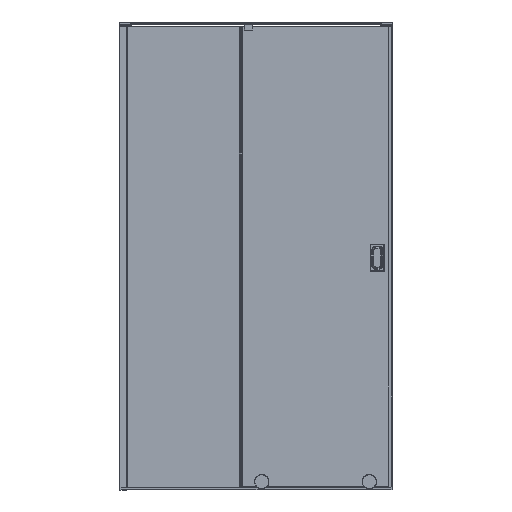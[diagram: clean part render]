
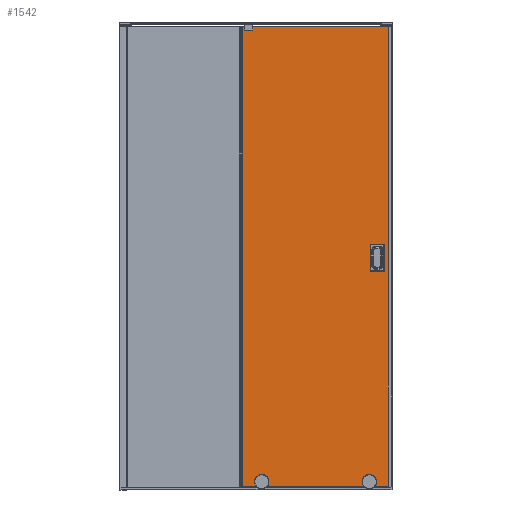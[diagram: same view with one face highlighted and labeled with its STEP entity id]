
A CAD part, top view. The second image highlights one B-rep face of the part: STEP entity #1542.
In plain terms, the highlighted planar face has unit normal (0, 0, 1).
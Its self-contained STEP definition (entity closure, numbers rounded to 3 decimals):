
#400 = CIRCLE ( 'NONE', #28437, 11.847 ) ;
#898 = VECTOR ( 'NONE', #31553, 1000. ) ;
#903 = DIRECTION ( 'NONE',  ( 0., 0., 1. ) ) ;
#1542 = ADVANCED_FACE ( 'NONE', ( #53590, #56897, #48646, #24909 ), #15929, .F. ) ;
#1553 = CARTESIAN_POINT ( 'NONE',  ( 782.7, -26.35, 25. ) ) ;
#1961 = DIRECTION ( 'NONE',  ( 0., 0., -1. ) ) ;
#2522 = CARTESIAN_POINT ( 'NONE',  ( 840.6, -56.05, 25. ) ) ;
#3015 = CARTESIAN_POINT ( 'NONE',  ( 842.1, -54.55, 25. ) ) ;
#3113 = ORIENTED_EDGE ( 'NONE', *, *, #44384, .F. ) ;
#4146 = DIRECTION ( 'NONE',  ( 0., 0., 1. ) ) ;
#4244 = DIRECTION ( 'NONE',  ( -1., 0., 0. ) ) ;
#4918 = LINE ( 'NONE', #42947, #63869 ) ;
#5514 = DIRECTION ( 'NONE',  ( 0., 1., 0. ) ) ;
#5612 = DIRECTION ( 'NONE',  ( -1., 0., 0. ) ) ;
#5878 = VERTEX_POINT ( 'NONE', #21454 ) ;
#6408 = CARTESIAN_POINT ( 'NONE',  ( 234.217, 988.35, 25. ) ) ;
#7934 = ORIENTED_EDGE ( 'NONE', *, *, #52647, .T. ) ;
#8452 = AXIS2_PLACEMENT_3D ( 'NONE', #48857, #22582, #17550 ) ;
#9720 = CIRCLE ( 'NONE', #41055, 1.5 ) ;
#9808 = AXIS2_PLACEMENT_3D ( 'NONE', #46659, #31099, #67045 ) ;
#10216 = CARTESIAN_POINT ( 'NONE',  ( 553.2, 1.85, 25. ) ) ;
#11966 = EDGE_CURVE ( 'NONE', #38912, #55932, #22207, .T. ) ;
#12042 = EDGE_LOOP ( 'NONE', ( #60557, #33011, #27720, #3113, #25043, #27479, #48495, #22515 ) ) ;
#12694 = VECTOR ( 'NONE', #27438, 1000. ) ;
#12852 = ORIENTED_EDGE ( 'NONE', *, *, #31343, .F. ) ;
#12942 = EDGE_CURVE ( 'NONE', #33023, #41222, #9720, .T. ) ;
#13601 = AXIS2_PLACEMENT_3D ( 'NONE', #10216, #15488, #21190 ) ;
#14780 = EDGE_CURVE ( 'NONE', #56544, #5878, #62977, .T. ) ;
#15002 = DIRECTION ( 'NONE',  ( 0., 0., 1. ) ) ;
#15488 = DIRECTION ( 'NONE',  ( 0., 0., -1. ) ) ;
#15929 = PLANE ( 'NONE',  #13601 ) ;
#17140 = ORIENTED_EDGE ( 'NONE', *, *, #27930, .F. ) ;
#17550 = DIRECTION ( 'NONE',  ( -1., 0., 0. ) ) ;
#17677 = LINE ( 'NONE', #43112, #34032 ) ;
#19498 = EDGE_CURVE ( 'NONE', #62736, #32416, #63229, .T. ) ;
#20394 = CARTESIAN_POINT ( 'NONE',  ( 784.2, -56.05, 25. ) ) ;
#20545 = VERTEX_POINT ( 'NONE', #21802 ) ;
#21190 = DIRECTION ( 'NONE',  ( -1., 0., 0. ) ) ;
#21454 = CARTESIAN_POINT ( 'NONE',  ( 862.708, 988.35, 25. ) ) ;
#21802 = CARTESIAN_POINT ( 'NONE',  ( 330.047, -956.65, 25. ) ) ;
#22207 = LINE ( 'NONE', #34103, #26278 ) ;
#22515 = ORIENTED_EDGE ( 'NONE', *, *, #19498, .F. ) ;
#22582 = DIRECTION ( 'NONE',  ( 0., 0., 1. ) ) ;
#23940 = VERTEX_POINT ( 'NONE', #66303 ) ;
#24507 = VERTEX_POINT ( 'NONE', #29038 ) ;
#24909 = FACE_BOUND ( 'NONE', #12042, .T. ) ;
#25043 = ORIENTED_EDGE ( 'NONE', *, *, #50158, .F. ) ;
#25293 = CARTESIAN_POINT ( 'NONE',  ( 784.2, -56.05, 25. ) ) ;
#25885 = DIRECTION ( 'NONE',  ( 1., 0., 0. ) ) ;
#26016 = CARTESIAN_POINT ( 'NONE',  ( 318.2, -956.65, 25. ) ) ;
#26100 = CIRCLE ( 'NONE', #8452, 1.5 ) ;
#26278 = VECTOR ( 'NONE', #4244, 1000. ) ;
#26357 = CIRCLE ( 'NONE', #9808, 11.847 ) ;
#27438 = DIRECTION ( 'NONE',  ( 0., -1., 0. ) ) ;
#27479 = ORIENTED_EDGE ( 'NONE', *, *, #63190, .F. ) ;
#27720 = ORIENTED_EDGE ( 'NONE', *, *, #53783, .F. ) ;
#27930 = EDGE_CURVE ( 'NONE', #36608, #20545, #28970, .T. ) ;
#28374 = AXIS2_PLACEMENT_3D ( 'NONE', #41731, #15002, #30763 ) ;
#28437 = AXIS2_PLACEMENT_3D ( 'NONE', #26016, #67863, #5612 ) ;
#28503 = CARTESIAN_POINT ( 'NONE',  ( 778.2, -956.65, 25. ) ) ;
#28556 = VECTOR ( 'NONE', #54461, 1000. ) ;
#28970 = CIRCLE ( 'NONE', #28374, 11.847 ) ;
#29038 = CARTESIAN_POINT ( 'NONE',  ( 784.2, 59.75, 25. ) ) ;
#29287 = EDGE_LOOP ( 'NONE', ( #55133, #17140 ) ) ;
#30763 = DIRECTION ( 'NONE',  ( -1., 0., 0. ) ) ;
#31099 = DIRECTION ( 'NONE',  ( 0., 0., -1. ) ) ;
#31343 = EDGE_CURVE ( 'NONE', #5878, #38912, #17677, .T. ) ;
#31553 = DIRECTION ( 'NONE',  ( 0., 1., 0. ) ) ;
#31823 = CARTESIAN_POINT ( 'NONE',  ( 234.217, 988.35, 25. ) ) ;
#32260 = CARTESIAN_POINT ( 'NONE',  ( 784.2, -54.55, 25. ) ) ;
#32416 = VERTEX_POINT ( 'NONE', #3015 ) ;
#32728 = AXIS2_PLACEMENT_3D ( 'NONE', #28503, #1961, #38591 ) ;
#33011 = ORIENTED_EDGE ( 'NONE', *, *, #12942, .F. ) ;
#33023 = VERTEX_POINT ( 'NONE', #55092 ) ;
#34032 = VECTOR ( 'NONE', #42663, 1000. ) ;
#34103 = CARTESIAN_POINT ( 'NONE',  ( 868.2, -978.65, 25. ) ) ;
#36536 = DIRECTION ( 'NONE',  ( 0., 0., 1. ) ) ;
#36608 = VERTEX_POINT ( 'NONE', #37814 ) ;
#37030 = EDGE_CURVE ( 'NONE', #32416, #54530, #65605, .T. ) ;
#37086 = ORIENTED_EDGE ( 'NONE', *, *, #11966, .F. ) ;
#37257 = DIRECTION ( 'NONE',  ( -1., 0., 0. ) ) ;
#37814 = CARTESIAN_POINT ( 'NONE',  ( 306.353, -956.65, 25. ) ) ;
#38591 = DIRECTION ( 'NONE',  ( -1., 0., 0. ) ) ;
#38912 = VERTEX_POINT ( 'NONE', #55210 ) ;
#39609 = CARTESIAN_POINT ( 'NONE',  ( 842.1, 58.25, 25. ) ) ;
#40007 = EDGE_CURVE ( 'NONE', #55932, #56544, #62586, .T. ) ;
#40474 = LINE ( 'NONE', #20394, #67446 ) ;
#40529 = CARTESIAN_POINT ( 'NONE',  ( 790.047, -956.65, 25. ) ) ;
#41055 = AXIS2_PLACEMENT_3D ( 'NONE', #32260, #903, #48707 ) ;
#41222 = VERTEX_POINT ( 'NONE', #25293 ) ;
#41322 = LINE ( 'NONE', #1553, #12694 ) ;
#41644 = CARTESIAN_POINT ( 'NONE',  ( 842.1, 30.05, 25. ) ) ;
#41731 = CARTESIAN_POINT ( 'NONE',  ( 318.2, -956.65, 25. ) ) ;
#42421 = EDGE_CURVE ( 'NONE', #64983, #43543, #66212, .T. ) ;
#42663 = DIRECTION ( 'NONE',  ( 0., -1., 0. ) ) ;
#42947 = CARTESIAN_POINT ( 'NONE',  ( 840.6, 59.75, 25. ) ) ;
#43112 = CARTESIAN_POINT ( 'NONE',  ( 862.708, 990.5, 25. ) ) ;
#43543 = VERTEX_POINT ( 'NONE', #56231 ) ;
#43707 = EDGE_CURVE ( 'NONE', #20545, #36608, #400, .T. ) ;
#44384 = EDGE_CURVE ( 'NONE', #24507, #52403, #44457, .T. ) ;
#44457 = CIRCLE ( 'NONE', #54383, 1.5 ) ;
#44571 = EDGE_CURVE ( 'NONE', #41222, #62736, #40474, .T. ) ;
#46659 = CARTESIAN_POINT ( 'NONE',  ( 778.2, -956.65, 25. ) ) ;
#48495 = ORIENTED_EDGE ( 'NONE', *, *, #37030, .F. ) ;
#48519 = CARTESIAN_POINT ( 'NONE',  ( 782.7, 58.25, 25. ) ) ;
#48646 = FACE_BOUND ( 'NONE', #29287, .T. ) ;
#48707 = DIRECTION ( 'NONE',  ( -1., 0., 0. ) ) ;
#48857 = CARTESIAN_POINT ( 'NONE',  ( 840.6, 58.25, 25. ) ) ;
#49165 = CARTESIAN_POINT ( 'NONE',  ( 553.2, 988.35, 25. ) ) ;
#50158 = EDGE_CURVE ( 'NONE', #23940, #24507, #4918, .T. ) ;
#51249 = DIRECTION ( 'NONE',  ( -1., 0., 0. ) ) ;
#51543 = EDGE_LOOP ( 'NONE', ( #58527, #7934 ) ) ;
#51582 = EDGE_LOOP ( 'NONE', ( #12852, #60462, #59552, #37086 ) ) ;
#52403 = VERTEX_POINT ( 'NONE', #48519 ) ;
#52647 = EDGE_CURVE ( 'NONE', #43543, #64983, #26357, .T. ) ;
#53590 = FACE_OUTER_BOUND ( 'NONE', #51582, .T. ) ;
#53783 = EDGE_CURVE ( 'NONE', #52403, #33023, #41322, .T. ) ;
#54383 = AXIS2_PLACEMENT_3D ( 'NONE', #66162, #4146, #51249 ) ;
#54461 = DIRECTION ( 'NONE',  ( 1., 0., 0. ) ) ;
#54530 = VERTEX_POINT ( 'NONE', #39609 ) ;
#55092 = CARTESIAN_POINT ( 'NONE',  ( 782.7, -54.55, 25. ) ) ;
#55133 = ORIENTED_EDGE ( 'NONE', *, *, #43707, .F. ) ;
#55210 = CARTESIAN_POINT ( 'NONE',  ( 862.708, -978.65, 25. ) ) ;
#55932 = VERTEX_POINT ( 'NONE', #56105 ) ;
#56105 = CARTESIAN_POINT ( 'NONE',  ( 234.217, -978.65, 25. ) ) ;
#56231 = CARTESIAN_POINT ( 'NONE',  ( 766.353, -956.65, 25. ) ) ;
#56544 = VERTEX_POINT ( 'NONE', #6408 ) ;
#56897 = FACE_BOUND ( 'NONE', #51543, .T. ) ;
#57763 = DIRECTION ( 'NONE',  ( -1., 0., 0. ) ) ;
#58527 = ORIENTED_EDGE ( 'NONE', *, *, #42421, .T. ) ;
#58531 = AXIS2_PLACEMENT_3D ( 'NONE', #67837, #36536, #57763 ) ;
#59292 = VECTOR ( 'NONE', #5514, 1000. ) ;
#59552 = ORIENTED_EDGE ( 'NONE', *, *, #40007, .F. ) ;
#60462 = ORIENTED_EDGE ( 'NONE', *, *, #14780, .F. ) ;
#60557 = ORIENTED_EDGE ( 'NONE', *, *, #44571, .F. ) ;
#62586 = LINE ( 'NONE', #31823, #59292 ) ;
#62736 = VERTEX_POINT ( 'NONE', #2522 ) ;
#62977 = LINE ( 'NONE', #49165, #28556 ) ;
#63190 = EDGE_CURVE ( 'NONE', #54530, #23940, #26100, .T. ) ;
#63229 = CIRCLE ( 'NONE', #58531, 1.5 ) ;
#63869 = VECTOR ( 'NONE', #37257, 1000. ) ;
#64983 = VERTEX_POINT ( 'NONE', #40529 ) ;
#65605 = LINE ( 'NONE', #41644, #898 ) ;
#66162 = CARTESIAN_POINT ( 'NONE',  ( 784.2, 58.25, 25. ) ) ;
#66212 = CIRCLE ( 'NONE', #32728, 11.847 ) ;
#66303 = CARTESIAN_POINT ( 'NONE',  ( 840.6, 59.75, 25. ) ) ;
#67045 = DIRECTION ( 'NONE',  ( -1., 0., 0. ) ) ;
#67446 = VECTOR ( 'NONE', #25885, 1000. ) ;
#67837 = CARTESIAN_POINT ( 'NONE',  ( 840.6, -54.55, 25. ) ) ;
#67863 = DIRECTION ( 'NONE',  ( 0., 0., 1. ) ) ;
